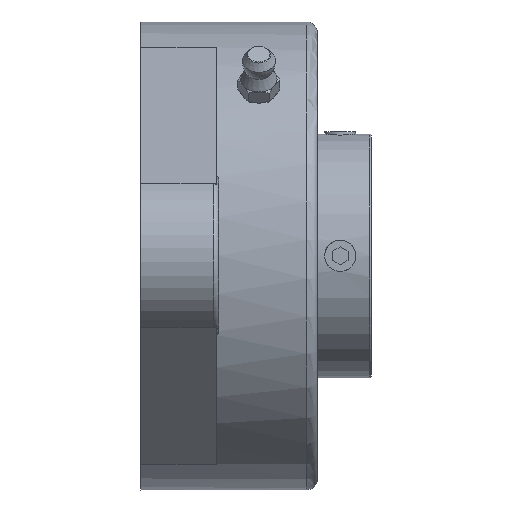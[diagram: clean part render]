
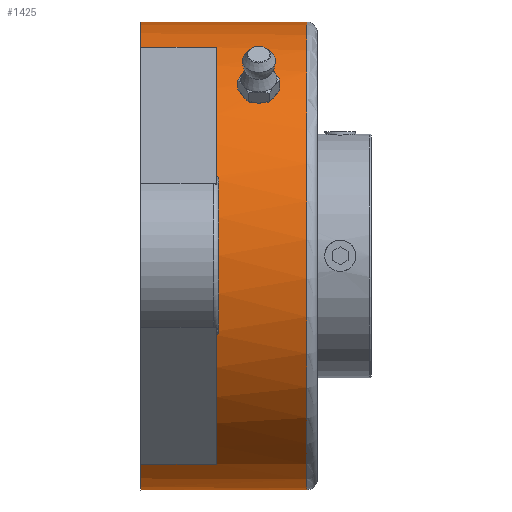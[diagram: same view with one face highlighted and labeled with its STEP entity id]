
A CAD part, top view. The second image highlights one B-rep face of the part: STEP entity #1425.
In plain terms, the highlighted cylindrical face has radius 45 mm (diameter 90 mm), a full revolution.
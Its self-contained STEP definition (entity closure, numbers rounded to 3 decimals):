
#60=LINE('',#2789,#134);
#61=LINE('',#2793,#135);
#62=LINE('',#2811,#136);
#63=LINE('',#2815,#137);
#134=VECTOR('',#2296,1000.);
#135=VECTOR('',#2299,1000.);
#136=VECTOR('',#2306,1000.);
#137=VECTOR('',#2309,1000.);
#264=B_SPLINE_CURVE_WITH_KNOTS('',3,(#2781,#2782,#2783,#2784),
 .UNSPECIFIED.,.F.,.F.,(4,4),(0.001,0.002),
 .UNSPECIFIED.);
#265=B_SPLINE_CURVE_WITH_KNOTS('',3,(#2797,#2798,#2799,#2800),
 .UNSPECIFIED.,.F.,.F.,(4,4),(0.,0.001),
 .UNSPECIFIED.);
#266=B_SPLINE_CURVE_WITH_KNOTS('',3,(#2804,#2805,#2806,#2807),
 .UNSPECIFIED.,.F.,.F.,(4,4),(0.001,0.002),
 .UNSPECIFIED.);
#267=B_SPLINE_CURVE_WITH_KNOTS('',3,(#2819,#2820,#2821,#2822),
 .UNSPECIFIED.,.F.,.F.,(4,4),(0.,0.001),.UNSPECIFIED.);
#268=B_SPLINE_CURVE_WITH_KNOTS('',3,(#2825,#2826,#2827,#2828,#2829,#2830,
#2831,#2832,#2833,#2834,#2835),.UNSPECIFIED.,.T.,.F.,(1,1,1,1,1,1,1,1,1,
1,1,1,1,1,1),(-0.007,-0.005,-0.002,
0.,0.002,0.005,0.007,0.009,
0.012,0.014,0.016,0.019,
0.021,0.023,0.026),.UNSPECIFIED.);
#427=ORIENTED_EDGE('',*,*,#737,.F.);
#428=ORIENTED_EDGE('',*,*,#738,.F.);
#429=ORIENTED_EDGE('',*,*,#739,.F.);
#430=ORIENTED_EDGE('',*,*,#740,.T.);
#431=ORIENTED_EDGE('',*,*,#741,.T.);
#432=ORIENTED_EDGE('',*,*,#742,.F.);
#433=ORIENTED_EDGE('',*,*,#743,.F.);
#434=ORIENTED_EDGE('',*,*,#744,.F.);
#435=ORIENTED_EDGE('',*,*,#745,.F.);
#436=ORIENTED_EDGE('',*,*,#746,.F.);
#437=ORIENTED_EDGE('',*,*,#747,.F.);
#438=ORIENTED_EDGE('',*,*,#748,.T.);
#439=ORIENTED_EDGE('',*,*,#749,.T.);
#440=ORIENTED_EDGE('',*,*,#750,.F.);
#441=ORIENTED_EDGE('',*,*,#751,.F.);
#442=ORIENTED_EDGE('',*,*,#752,.F.);
#443=ORIENTED_EDGE('',*,*,#753,.F.);
#444=ORIENTED_EDGE('',*,*,#754,.F.);
#737=EDGE_CURVE('',#905,#905,#1007,.T.);
#738=EDGE_CURVE('',#906,#907,#264,.T.);
#739=EDGE_CURVE('',#908,#906,#1008,.F.);
#740=EDGE_CURVE('',#908,#909,#60,.T.);
#741=EDGE_CURVE('',#909,#910,#1009,.T.);
#742=EDGE_CURVE('',#911,#910,#61,.T.);
#743=EDGE_CURVE('',#912,#911,#1010,.F.);
#744=EDGE_CURVE('',#913,#912,#265,.T.);
#745=EDGE_CURVE('',#914,#913,#1011,.T.);
#746=EDGE_CURVE('',#915,#914,#266,.T.);
#747=EDGE_CURVE('',#916,#915,#1012,.F.);
#748=EDGE_CURVE('',#916,#917,#62,.T.);
#749=EDGE_CURVE('',#917,#918,#1013,.T.);
#750=EDGE_CURVE('',#919,#918,#63,.T.);
#751=EDGE_CURVE('',#920,#919,#1014,.F.);
#752=EDGE_CURVE('',#921,#920,#267,.T.);
#753=EDGE_CURVE('',#907,#921,#1015,.T.);
#754=EDGE_CURVE('',#922,#922,#268,.T.);
#905=VERTEX_POINT('',#2780);
#906=VERTEX_POINT('',#2785);
#907=VERTEX_POINT('',#2786);
#908=VERTEX_POINT('',#2788);
#909=VERTEX_POINT('',#2790);
#910=VERTEX_POINT('',#2792);
#911=VERTEX_POINT('',#2794);
#912=VERTEX_POINT('',#2796);
#913=VERTEX_POINT('',#2801);
#914=VERTEX_POINT('',#2803);
#915=VERTEX_POINT('',#2808);
#916=VERTEX_POINT('',#2810);
#917=VERTEX_POINT('',#2812);
#918=VERTEX_POINT('',#2814);
#919=VERTEX_POINT('',#2816);
#920=VERTEX_POINT('',#2818);
#921=VERTEX_POINT('',#2823);
#922=VERTEX_POINT('',#2836);
#1007=CIRCLE('',#1997,45.);
#1008=CIRCLE('',#1998,45.);
#1009=CIRCLE('',#1999,45.);
#1010=CIRCLE('',#2000,45.);
#1011=CIRCLE('',#2001,45.);
#1012=CIRCLE('',#2002,45.);
#1013=CIRCLE('',#2003,45.);
#1014=CIRCLE('',#2004,45.);
#1015=CIRCLE('',#2005,45.);
#1128=EDGE_LOOP('',(#427));
#1129=EDGE_LOOP('',(#428,#429,#430,#431,#432,#433,#434,#435,#436,#437,#438,
#439,#440,#441,#442,#443));
#1130=EDGE_LOOP('',(#444));
#1280=FACE_BOUND('',#1128,.T.);
#1281=FACE_BOUND('',#1129,.T.);
#1282=FACE_BOUND('',#1130,.T.);
#1365=CYLINDRICAL_SURFACE('',#1996,45.);
#1425=ADVANCED_FACE('',(#1280,#1281,#1282),#1365,.T.);
#1996=AXIS2_PLACEMENT_3D('',#2778,#2290,#2291);
#1997=AXIS2_PLACEMENT_3D('',#2779,#2292,#2293);
#1998=AXIS2_PLACEMENT_3D('',#2787,#2294,#2295);
#1999=AXIS2_PLACEMENT_3D('',#2791,#2297,#2298);
#2000=AXIS2_PLACEMENT_3D('',#2795,#2300,#2301);
#2001=AXIS2_PLACEMENT_3D('',#2802,#2302,#2303);
#2002=AXIS2_PLACEMENT_3D('',#2809,#2304,#2305);
#2003=AXIS2_PLACEMENT_3D('',#2813,#2307,#2308);
#2004=AXIS2_PLACEMENT_3D('',#2817,#2310,#2311);
#2005=AXIS2_PLACEMENT_3D('',#2824,#2312,#2313);
#2290=DIRECTION('',(-1.,0.,0.));
#2291=DIRECTION('',(0.,0.,1.));
#2292=DIRECTION('',(1.,0.,0.));
#2293=DIRECTION('',(0.,0.,-1.));
#2294=DIRECTION('',(1.,0.,0.));
#2295=DIRECTION('',(0.,0.,-1.));
#2296=DIRECTION('',(-1.,0.,0.));
#2297=DIRECTION('',(1.,0.,0.));
#2298=DIRECTION('',(0.,0.,-1.));
#2299=DIRECTION('',(-1.,0.,0.));
#2300=DIRECTION('',(1.,0.,0.));
#2301=DIRECTION('',(0.,0.,-1.));
#2302=DIRECTION('',(-1.,0.,0.));
#2303=DIRECTION('',(0.,0.,1.));
#2304=DIRECTION('',(1.,0.,0.));
#2305=DIRECTION('',(0.,0.,-1.));
#2306=DIRECTION('',(-1.,0.,0.));
#2307=DIRECTION('',(1.,0.,0.));
#2308=DIRECTION('',(0.,0.,-1.));
#2309=DIRECTION('',(-1.,0.,0.));
#2310=DIRECTION('',(1.,0.,0.));
#2311=DIRECTION('',(0.,0.,-1.));
#2312=DIRECTION('',(-1.,0.,0.));
#2313=DIRECTION('',(0.,0.,1.));
#2778=CARTESIAN_POINT('',(14.6,0.,0.));
#2779=CARTESIAN_POINT('',(32.,0.,0.));
#2780=CARTESIAN_POINT('',(32.,0.,-45.));
#2781=CARTESIAN_POINT('',(14.6,42.319,15.3));
#2782=CARTESIAN_POINT('',(14.855,42.388,15.109));
#2783=CARTESIAN_POINT('',(15.,42.495,14.808));
#2784=CARTESIAN_POINT('',(15.,42.6,14.5));
#2785=CARTESIAN_POINT('',(14.6,42.319,15.3));
#2786=CARTESIAN_POINT('',(15.,42.6,14.5));
#2787=CARTESIAN_POINT('',(14.6,0.,0.));
#2788=CARTESIAN_POINT('',(14.6,20.423,40.099));
#2789=CARTESIAN_POINT('',(14.6,20.423,40.099));
#2790=CARTESIAN_POINT('',(0.,20.423,40.099));
#2791=CARTESIAN_POINT('',(0.,0.,0.));
#2792=CARTESIAN_POINT('',(0.,-20.423,40.099));
#2793=CARTESIAN_POINT('',(14.6,-20.423,40.099));
#2794=CARTESIAN_POINT('',(14.6,-20.423,40.099));
#2795=CARTESIAN_POINT('',(14.6,0.,0.));
#2796=CARTESIAN_POINT('',(14.6,-42.319,15.3));
#2797=CARTESIAN_POINT('',(15.,-42.6,14.5));
#2798=CARTESIAN_POINT('',(15.,-42.495,14.809));
#2799=CARTESIAN_POINT('',(14.851,-42.387,15.111));
#2800=CARTESIAN_POINT('',(14.6,-42.319,15.3));
#2801=CARTESIAN_POINT('',(15.,-42.6,14.5));
#2802=CARTESIAN_POINT('',(15.,0.,0.));
#2803=CARTESIAN_POINT('',(15.,-42.6,-14.5));
#2804=CARTESIAN_POINT('',(14.6,-42.319,-15.3));
#2805=CARTESIAN_POINT('',(14.855,-42.388,-15.109));
#2806=CARTESIAN_POINT('',(15.,-42.495,-14.808));
#2807=CARTESIAN_POINT('',(15.,-42.6,-14.5));
#2808=CARTESIAN_POINT('',(14.6,-42.319,-15.3));
#2809=CARTESIAN_POINT('',(14.6,0.,0.));
#2810=CARTESIAN_POINT('',(14.6,-20.423,-40.099));
#2811=CARTESIAN_POINT('',(14.6,-20.423,-40.099));
#2812=CARTESIAN_POINT('',(0.,-20.423,-40.099));
#2813=CARTESIAN_POINT('',(0.,0.,0.));
#2814=CARTESIAN_POINT('',(0.,20.423,-40.099));
#2815=CARTESIAN_POINT('',(14.6,20.423,-40.099));
#2816=CARTESIAN_POINT('',(14.6,20.423,-40.099));
#2817=CARTESIAN_POINT('',(14.6,0.,0.));
#2818=CARTESIAN_POINT('',(14.6,42.319,-15.3));
#2819=CARTESIAN_POINT('',(15.,42.6,-14.5));
#2820=CARTESIAN_POINT('',(15.,42.495,-14.809));
#2821=CARTESIAN_POINT('',(14.851,42.387,-15.111));
#2822=CARTESIAN_POINT('',(14.6,42.319,-15.3));
#2823=CARTESIAN_POINT('',(15.,42.6,-14.5));
#2824=CARTESIAN_POINT('',(15.,0.,0.));
#2825=CARTESIAN_POINT('',(25.103,30.124,-33.446));
#2826=CARTESIAN_POINT('',(22.749,29.38,-34.083));
#2827=CARTESIAN_POINT('',(20.399,30.123,-33.446));
#2828=CARTESIAN_POINT('',(19.426,31.836,-31.839));
#2829=CARTESIAN_POINT('',(20.398,33.446,-30.123));
#2830=CARTESIAN_POINT('',(22.75,34.082,-29.381));
#2831=CARTESIAN_POINT('',(25.098,33.448,-30.12));
#2832=CARTESIAN_POINT('',(26.075,31.84,-31.835));
#2833=CARTESIAN_POINT('',(25.103,30.124,-33.446));
#2834=CARTESIAN_POINT('',(22.749,29.38,-34.083));
#2835=CARTESIAN_POINT('',(20.399,30.123,-33.446));
#2836=CARTESIAN_POINT('',(22.75,29.628,-33.87));
